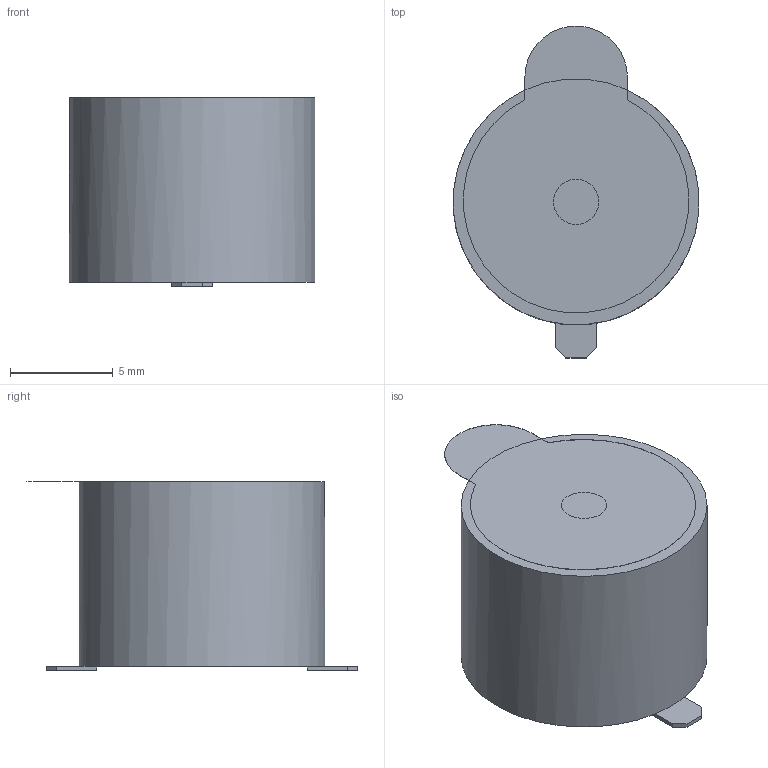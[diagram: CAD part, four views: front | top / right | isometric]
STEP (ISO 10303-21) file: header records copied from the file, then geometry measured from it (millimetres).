
FILE_DESCRIPTION(/* description */ (''),/* implementation_level */ '2;1');
FILE_NAME(/* name */ 'SMT-1220-TW-R.ipt.stp',/* time_stamp */ '2020-05-28T15:37:48-04:00',/* author */ ('J.D.'),/* organization */ (''),/* preprocessor_version */ 'ST-DEVELOPER v16.1',/* originating_system */ 'Autodesk Inventor 2016',/* authorisation */ '');
FILE_SCHEMA (('AUTOMOTIVE_DESIGN { 1 0 10303 214 3 1 1 }','AP242_MANAGED_MODEL_BASED_3D_ENGINEERING_MIM_LF { 1 0 10303 442 1 1 4 }'));
Length unit declared in the file: millimetre
Products named in the file (1): SMT-1220-TW-R
Bounding box: 11.97 x 16.18 x 9.21 mm (x, y, z)
Volume: 693.1 mm3; surface area: 1111.4 mm2
Topology: 1 solids, 7 shells, 56 faces, 115 edges, 65 vertices
Faces by surface type: plane 44, cylinder 9, bspline 3
Full cylindrical faces by diameter (mm): 2.2 x1, 10.159 x1, 12 x1
Entity records: 1561 total; most frequent: CARTESIAN_POINT 307, DIRECTION 236, ORIENTED_EDGE 228, EDGE_CURVE 110, AXIS2_PLACEMENT_3D 81, LINE 74, VECTOR 74, VERTEX_POINT 64
